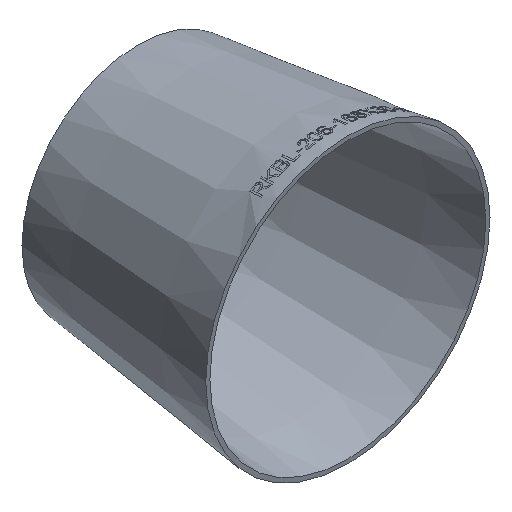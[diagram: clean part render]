
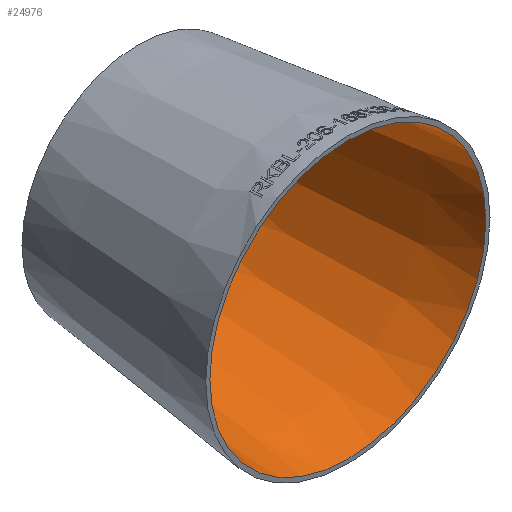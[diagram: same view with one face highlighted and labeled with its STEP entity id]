
A CAD part, isometric view. The second image highlights one B-rep face of the part: STEP entity #24976.
In plain terms, the highlighted conical face has half-angle 7.069 degrees and reference radius 99.977 mm.
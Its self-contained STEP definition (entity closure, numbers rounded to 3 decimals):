
#185 = CARTESIAN_POINT ( 'NONE',  ( 0., 0., -99.977 ) ) ;
#1135 = AXIS2_PLACEMENT_3D ( 'NONE', #8215, #23641, #17890 ) ;
#3449 = EDGE_CURVE ( 'NONE', #36421, #36421, #6816, .T. ) ;
#6533 = FACE_BOUND ( 'NONE', #12301, .T. ) ;
#6816 = CIRCLE ( 'NONE', #1135, 81.127 ) ;
#8163 = EDGE_LOOP ( 'NONE', ( #39094 ) ) ;
#8215 = CARTESIAN_POINT ( 'NONE',  ( 0., 152., 0. ) ) ;
#12301 = EDGE_LOOP ( 'NONE', ( #21828 ) ) ;
#12733 = DIRECTION ( 'NONE',  ( 0., -1., 0. ) ) ;
#12863 = CIRCLE ( 'NONE', #32463, 99.977 ) ;
#13026 = AXIS2_PLACEMENT_3D ( 'NONE', #24745, #20996, #39016 ) ;
#17890 = DIRECTION ( 'NONE',  ( 0., 0., -1. ) ) ;
#20996 = DIRECTION ( 'NONE',  ( 0., -1., 0. ) ) ;
#21828 = ORIENTED_EDGE ( 'NONE', *, *, #3449, .F. ) ;
#23641 = DIRECTION ( 'NONE',  ( 0., -1., 0. ) ) ;
#23965 = FACE_OUTER_BOUND ( 'NONE', #8163, .T. ) ;
#24745 = CARTESIAN_POINT ( 'NONE',  ( 0., 0., 0. ) ) ;
#24976 = ADVANCED_FACE ( 'NONE', ( #6533, #23965 ), #33272, .F. ) ;
#25013 = DIRECTION ( 'NONE',  ( 0., 0., -1. ) ) ;
#26732 = CARTESIAN_POINT ( 'NONE',  ( 0., 152., -81.127 ) ) ;
#27313 = VERTEX_POINT ( 'NONE', #185 ) ;
#31136 = CARTESIAN_POINT ( 'NONE',  ( 0., 0., 0. ) ) ;
#32463 = AXIS2_PLACEMENT_3D ( 'NONE', #31136, #12733, #25013 ) ;
#33272 = CONICAL_SURFACE ( 'NONE', #13026, 99.977, 0.123 ) ;
#36421 = VERTEX_POINT ( 'NONE', #26732 ) ;
#38105 = EDGE_CURVE ( 'NONE', #27313, #27313, #12863, .T. ) ;
#39016 = DIRECTION ( 'NONE',  ( 0., 0., -1. ) ) ;
#39094 = ORIENTED_EDGE ( 'NONE', *, *, #38105, .T. ) ;
